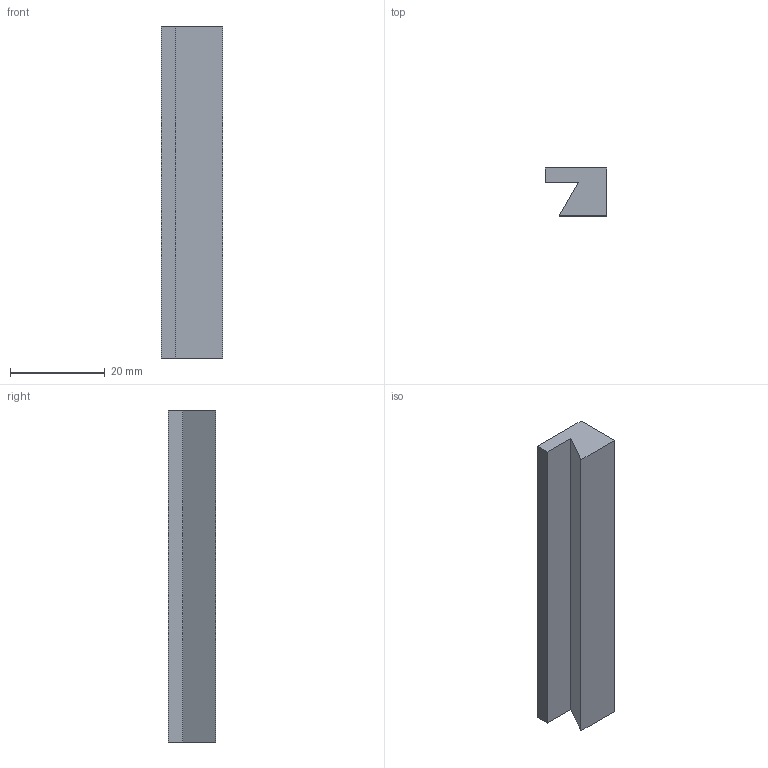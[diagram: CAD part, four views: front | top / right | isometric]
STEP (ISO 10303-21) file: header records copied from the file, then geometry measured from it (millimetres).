
FILE_DESCRIPTION(('FreeCAD Model'),'2;1');
FILE_NAME('Open CASCADE Shape Model','2024-11-22T14:45:58',(''),(''), 'Open CASCADE STEP processor 7.6','FreeCAD','Unknown');
FILE_SCHEMA(('AUTOMOTIVE_DESIGN { 1 0 10303 214 1 1 1 1 }'));
Length unit declared in the file: millimetre
Products named in the file (1): Body
Bounding box: 13 x 10 x 70 mm (x, y, z)
Volume: 6471.7 mm3; surface area: 3957.5 mm2
Topology: 1 solids, 1 shells, 14 faces, 27 edges, 18 vertices
Faces by surface type: plane 11, cylinder 3
Full cylindrical faces by diameter (mm): 4 x3
Entity records: 379 total; most frequent: DIRECTION 63, CARTESIAN_POINT 60, ORIENTED_EDGE 54, EDGE_CURVE 27, AXIS2_PLACEMENT_3D 21, LINE 21, VECTOR 21, VERTEX_POINT 18
